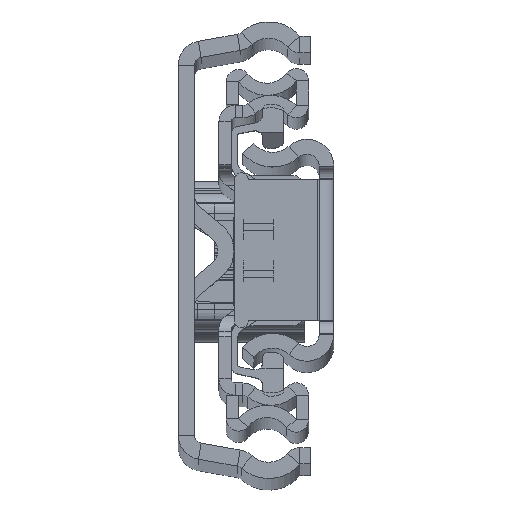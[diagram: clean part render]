
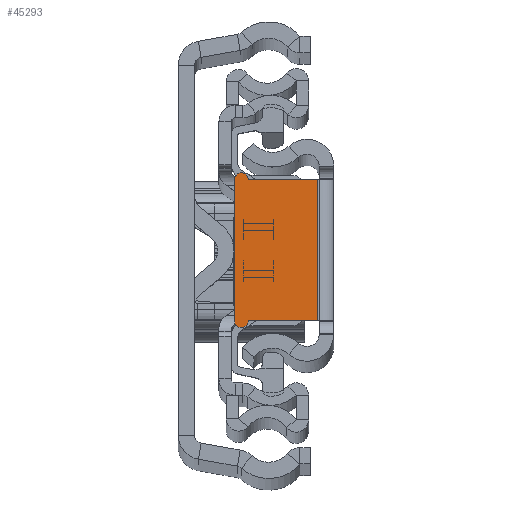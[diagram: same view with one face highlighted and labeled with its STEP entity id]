
A CAD part, top view. The second image highlights one B-rep face of the part: STEP entity #45293.
In plain terms, the highlighted planar face has unit normal (0, 0, 1).
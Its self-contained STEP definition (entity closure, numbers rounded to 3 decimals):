
#171 = VERTEX_POINT ( 'NONE', #31896 ) ;
#307 = PLANE ( 'NONE',  #12253 ) ;
#2085 = EDGE_CURVE ( 'NONE', #20105, #14599, #45022, .T. ) ;
#2120 = ORIENTED_EDGE ( 'NONE', *, *, #26765, .F. ) ;
#3128 = ORIENTED_EDGE ( 'NONE', *, *, #14399, .T. ) ;
#7660 = ORIENTED_EDGE ( 'NONE', *, *, #32807, .T. ) ;
#9399 = DIRECTION ( 'NONE',  ( 1., 0., 0. ) ) ;
#12253 = AXIS2_PLACEMENT_3D ( 'NONE', #31932, #36091, #24159 ) ;
#14399 = EDGE_CURVE ( 'NONE', #39166, #23434, #44048, .T. ) ;
#14599 = VERTEX_POINT ( 'NONE', #33975 ) ;
#15095 = LINE ( 'NONE', #27265, #39688 ) ;
#16655 = EDGE_LOOP ( 'NONE', ( #49281, #7660, #49045, #35193, #2120, #3128 ) ) ;
#17635 = EDGE_CURVE ( 'NONE', #20105, #171, #25589, .T. ) ;
#19249 = DIRECTION ( 'NONE',  ( 0., 1., 0. ) ) ;
#20001 = FACE_OUTER_BOUND ( 'NONE', #16655, .T. ) ;
#20105 = VERTEX_POINT ( 'NONE', #43391 ) ;
#20946 = DIRECTION ( 'NONE',  ( 0., 1., 0. ) ) ;
#21824 = DIRECTION ( 'NONE',  ( 1., 0., 0. ) ) ;
#23105 = CARTESIAN_POINT ( 'NONE',  ( -12.2, -8.65, 0. ) ) ;
#23434 = VERTEX_POINT ( 'NONE', #48768 ) ;
#24159 = DIRECTION ( 'NONE',  ( 1., 0., 0. ) ) ;
#24388 = VERTEX_POINT ( 'NONE', #23105 ) ;
#25589 = LINE ( 'NONE', #49461, #32898 ) ;
#25778 = AXIS2_PLACEMENT_3D ( 'NONE', #40533, #29068, #9399 ) ;
#26557 = EDGE_CURVE ( 'NONE', #24388, #23434, #15095, .T. ) ;
#26765 = EDGE_CURVE ( 'NONE', #39166, #171, #44680, .T. ) ;
#27265 = CARTESIAN_POINT ( 'NONE',  ( -12.2, 8.65, 0. ) ) ;
#27392 = VECTOR ( 'NONE', #21824, 1000. ) ;
#29068 = DIRECTION ( 'NONE',  ( 0., 0., 1. ) ) ;
#29326 = CARTESIAN_POINT ( 'NONE',  ( -1.8, 8.65, 0. ) ) ;
#29649 = DIRECTION ( 'NONE',  ( -1., 0., 0. ) ) ;
#31896 = CARTESIAN_POINT ( 'NONE',  ( -2., 8.65, 0. ) ) ;
#31932 = CARTESIAN_POINT ( 'NONE',  ( 0., 0., 0. ) ) ;
#32061 = AXIS2_PLACEMENT_3D ( 'NONE', #39188, #32155, #47476 ) ;
#32155 = DIRECTION ( 'NONE',  ( 0., 0., 1. ) ) ;
#32807 = EDGE_CURVE ( 'NONE', #24388, #14599, #46943, .T. ) ;
#32898 = VECTOR ( 'NONE', #20946, 1000. ) ;
#33975 = CARTESIAN_POINT ( 'NONE',  ( -10.5, -8.65, 0. ) ) ;
#35193 = ORIENTED_EDGE ( 'NONE', *, *, #17635, .T. ) ;
#36091 = DIRECTION ( 'NONE',  ( 0., 0., 1. ) ) ;
#39166 = VERTEX_POINT ( 'NONE', #48603 ) ;
#39188 = CARTESIAN_POINT ( 'NONE',  ( -11.35, -8.65, 0. ) ) ;
#39688 = VECTOR ( 'NONE', #19249, 1000. ) ;
#40533 = CARTESIAN_POINT ( 'NONE',  ( -11.35, 8.65, 0. ) ) ;
#41134 = CARTESIAN_POINT ( 'NONE',  ( -12.2, -8.65, 0. ) ) ;
#43391 = CARTESIAN_POINT ( 'NONE',  ( -2., -8.65, 0. ) ) ;
#44048 = CIRCLE ( 'NONE', #25778, 0.85 ) ;
#44680 = LINE ( 'NONE', #29326, #27392 ) ;
#45022 = LINE ( 'NONE', #41134, #50481 ) ;
#45293 = ADVANCED_FACE ( 'NONE', ( #20001 ), #307, .T. ) ;
#46943 = CIRCLE ( 'NONE', #32061, 0.85 ) ;
#47476 = DIRECTION ( 'NONE',  ( -1., 0., 0. ) ) ;
#48603 = CARTESIAN_POINT ( 'NONE',  ( -10.5, 8.65, 0. ) ) ;
#48768 = CARTESIAN_POINT ( 'NONE',  ( -12.2, 8.65, 0. ) ) ;
#49045 = ORIENTED_EDGE ( 'NONE', *, *, #2085, .F. ) ;
#49281 = ORIENTED_EDGE ( 'NONE', *, *, #26557, .F. ) ;
#49461 = CARTESIAN_POINT ( 'NONE',  ( -2., 0., 0. ) ) ;
#50481 = VECTOR ( 'NONE', #29649, 1000. ) ;
